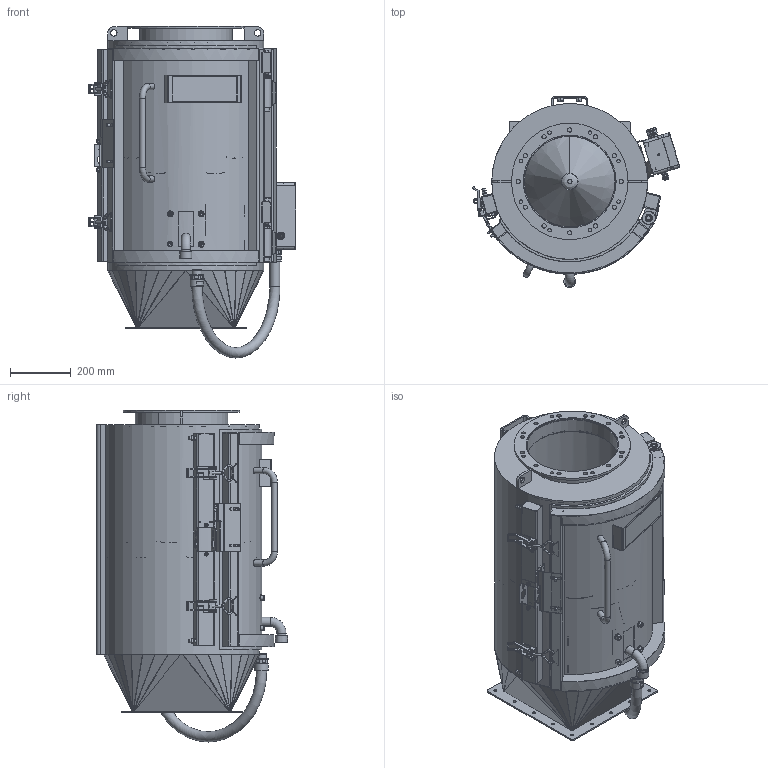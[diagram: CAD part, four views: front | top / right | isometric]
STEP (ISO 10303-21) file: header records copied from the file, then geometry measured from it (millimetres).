
FILE_DESCRIPTION(/* description */ (''),/* implementation_level */ '2;1');
FILE_NAME(/* name */ 'SPAE000064 - Customer.stp',/* time_stamp */ '2014-02-18T09:52:40+01:00',/* author */ ('bs'),/* organization */ (''),/* preprocessor_version */ 'ST-DEVELOPER v15.2',/* originating_system */ 'Autodesk Inventor 2014',/* authorisation */ '');
FILE_SCHEMA (('AUTOMOTIVE_DESIGN { 1 0 10303 214 3 1 1 }'));
Products named in the file (1): SPAE000064 - Customer
Bounding box: 686.58 x 631.56 x 1096.99 mm (x, y, z)
Volume: 13822597.8 mm3; surface area: 6609543.2 mm2
Topology: 39 solids, 41 shells, 6891 faces, 18205 edges, 11762 vertices
Faces by surface type: plane 4227, bspline 1389, cylinder 853, cone 240, torus 163, sphere 19
Full cylindrical faces by diameter (mm): 2.459 x2, 3 x4, 3.242 x4, 3.3 x2, 3.5 x4, 4 x11, 4.917 x15, 5 x2, 5.5 x2, 6 x10, 6.4 x2, 6.5 x4, 7 x10, 7.5 x4, 8 x14, 8.1 x2, 9 x3, 9.188 x3, 10 x39, 10.5 x3, 11.5 x10, 11.6 x4, 12 x11, 13 x4, 13.5 x3, 14 x13, 14.5 x4, 15.4 x3, 16 x6, 18 x7
Entity records: 228094 total; most frequent: CARTESIAN_POINT 61172, ORIENTED_EDGE 35512, DIRECTION 28226, EDGE_CURVE 17596, LINE 11742, VECTOR 11742, VERTEX_POINT 11573, AXIS2_PLACEMENT_3D 8242
